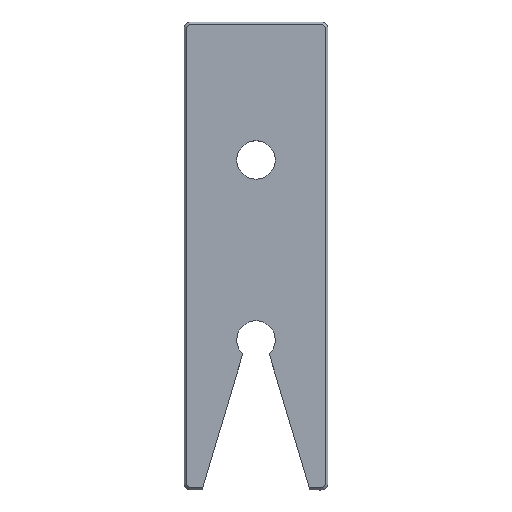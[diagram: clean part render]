
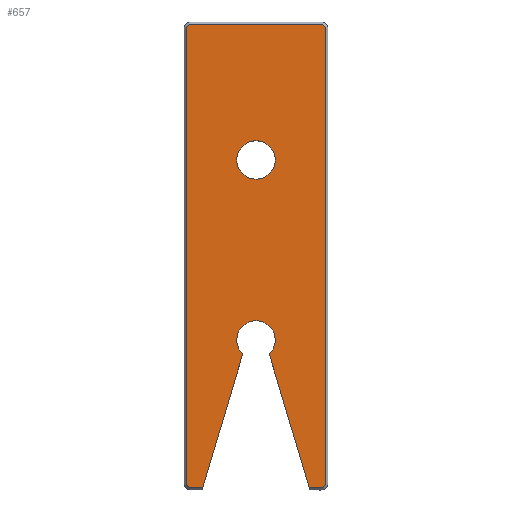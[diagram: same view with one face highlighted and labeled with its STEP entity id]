
A CAD part, top view. The second image highlights one B-rep face of the part: STEP entity #657.
In plain terms, the highlighted planar face has unit normal (0, 0, 1).
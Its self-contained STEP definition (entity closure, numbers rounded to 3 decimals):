
#19=FACE_BOUND('',#129,.T.);
#27=CIRCLE('',#676,2.);
#29=CIRCLE('',#680,2.);
#31=CIRCLE('',#684,2.);
#33=CIRCLE('',#688,2.);
#45=CIRCLE('',#726,8.);
#46=CIRCLE('',#729,8.);
#91=FACE_OUTER_BOUND('',#128,.T.);
#128=EDGE_LOOP('',(#585,#586,#587,#588,#589,#590,#591,#592,#593,#594,#595,
#596));
#129=EDGE_LOOP('',(#597));
#133=LINE('',#934,#203);
#136=LINE('',#945,#206);
#140=LINE('',#957,#210);
#144=LINE('',#969,#214);
#148=LINE('',#981,#218);
#154=LINE('',#992,#224);
#198=LINE('',#1104,#268);
#203=VECTOR('',#741,10.);
#206=VECTOR('',#752,10.);
#210=VECTOR('',#764,10.);
#214=VECTOR('',#776,10.);
#218=VECTOR('',#788,10.);
#224=VECTOR('',#796,10.);
#268=VECTOR('',#914,10.);
#270=VERTEX_POINT('',#927);
#273=VERTEX_POINT('',#932);
#275=VERTEX_POINT('',#938);
#277=VERTEX_POINT('',#943);
#279=VERTEX_POINT('',#950);
#281=VERTEX_POINT('',#955);
#283=VERTEX_POINT('',#962);
#285=VERTEX_POINT('',#967);
#287=VERTEX_POINT('',#974);
#289=VERTEX_POINT('',#979);
#293=VERTEX_POINT('',#990);
#323=VERTEX_POINT('',#1099);
#324=VERTEX_POINT('',#1103);
#328=EDGE_CURVE('',#273,#270,#133,.T.);
#331=EDGE_CURVE('',#275,#273,#27,.T.);
#333=EDGE_CURVE('',#277,#275,#136,.T.);
#337=EDGE_CURVE('',#279,#277,#29,.T.);
#339=EDGE_CURVE('',#281,#279,#140,.T.);
#343=EDGE_CURVE('',#283,#281,#31,.T.);
#345=EDGE_CURVE('',#285,#283,#144,.T.);
#349=EDGE_CURVE('',#287,#285,#33,.T.);
#351=EDGE_CURVE('',#289,#287,#148,.T.);
#357=EDGE_CURVE('',#289,#293,#154,.T.);
#411=EDGE_CURVE('',#323,#323,#45,.T.);
#413=EDGE_CURVE('',#324,#270,#198,.T.);
#415=EDGE_CURVE('',#293,#324,#46,.T.);
#585=ORIENTED_EDGE('',*,*,#351,.F.);
#586=ORIENTED_EDGE('',*,*,#357,.T.);
#587=ORIENTED_EDGE('',*,*,#415,.T.);
#588=ORIENTED_EDGE('',*,*,#413,.T.);
#589=ORIENTED_EDGE('',*,*,#328,.F.);
#590=ORIENTED_EDGE('',*,*,#331,.F.);
#591=ORIENTED_EDGE('',*,*,#333,.F.);
#592=ORIENTED_EDGE('',*,*,#337,.F.);
#593=ORIENTED_EDGE('',*,*,#339,.F.);
#594=ORIENTED_EDGE('',*,*,#343,.F.);
#595=ORIENTED_EDGE('',*,*,#345,.F.);
#596=ORIENTED_EDGE('',*,*,#349,.F.);
#597=ORIENTED_EDGE('',*,*,#411,.T.);
#620=PLANE('',#730);
#657=ADVANCED_FACE('',(#91,#19),#620,.T.);
#676=AXIS2_PLACEMENT_3D('',#940,#747,#748);
#680=AXIS2_PLACEMENT_3D('',#952,#759,#760);
#684=AXIS2_PLACEMENT_3D('',#964,#771,#772);
#688=AXIS2_PLACEMENT_3D('',#976,#783,#784);
#726=AXIS2_PLACEMENT_3D('',#1100,#909,#910);
#729=AXIS2_PLACEMENT_3D('',#1107,#918,#919);
#730=AXIS2_PLACEMENT_3D('',#1108,#920,#921);
#741=DIRECTION('',(-1.,0.,0.));
#747=DIRECTION('center_axis',(0.,0.,-1.));
#748=DIRECTION('ref_axis',(0.707,-0.707,0.));
#752=DIRECTION('',(0.,-1.,0.));
#759=DIRECTION('center_axis',(0.,0.,-1.));
#760=DIRECTION('ref_axis',(0.707,0.707,0.));
#764=DIRECTION('',(1.,0.,0.));
#771=DIRECTION('center_axis',(0.,0.,-1.));
#772=DIRECTION('ref_axis',(-0.707,0.707,0.));
#776=DIRECTION('',(0.,1.,0.));
#783=DIRECTION('center_axis',(0.,0.,-1.));
#784=DIRECTION('ref_axis',(-0.707,-0.707,0.));
#788=DIRECTION('',(-1.,0.,0.));
#796=DIRECTION('',(0.287,0.958,0.));
#909=DIRECTION('center_axis',(0.,0.,-1.));
#910=DIRECTION('ref_axis',(1.,0.,0.));
#914=DIRECTION('',(0.287,-0.958,0.));
#918=DIRECTION('center_axis',(0.,0.,-1.));
#919=DIRECTION('ref_axis',(1.,0.,0.));
#920=DIRECTION('center_axis',(0.,0.,1.));
#921=DIRECTION('ref_axis',(1.,0.,0.));
#927=CARTESIAN_POINT('',(22.2,-96.5,8.));
#932=CARTESIAN_POINT('',(27.,-96.5,8.));
#934=CARTESIAN_POINT('',(11.25,-96.5,8.));
#938=CARTESIAN_POINT('',(29.,-94.5,8.));
#940=CARTESIAN_POINT('Origin',(27.,-94.5,8.));
#943=CARTESIAN_POINT('',(29.,94.5,8.));
#945=CARTESIAN_POINT('',(29.,-48.75,8.));
#950=CARTESIAN_POINT('',(27.,96.5,8.));
#952=CARTESIAN_POINT('Origin',(27.,94.5,8.));
#955=CARTESIAN_POINT('',(-27.,96.5,8.));
#957=CARTESIAN_POINT('',(15.,96.5,8.));
#962=CARTESIAN_POINT('',(-29.,94.5,8.));
#964=CARTESIAN_POINT('Origin',(-27.,94.5,8.));
#967=CARTESIAN_POINT('',(-29.,-94.5,8.));
#969=CARTESIAN_POINT('',(-29.,48.75,8.));
#974=CARTESIAN_POINT('',(-27.,-96.5,8.));
#976=CARTESIAN_POINT('Origin',(-27.,-94.5,8.));
#979=CARTESIAN_POINT('',(-22.2,-96.5,8.));
#981=CARTESIAN_POINT('',(-15.,-96.5,8.));
#990=CARTESIAN_POINT('',(-5.5,-40.809,8.));
#992=CARTESIAN_POINT('',(-22.5,-97.5,8.));
#1099=CARTESIAN_POINT('',(-8.,40.,8.));
#1100=CARTESIAN_POINT('Origin',(0.,40.,8.));
#1103=CARTESIAN_POINT('',(5.5,-40.809,8.));
#1104=CARTESIAN_POINT('',(22.5,-97.5,8.));
#1107=CARTESIAN_POINT('Origin',(0.,-35.,8.));
#1108=CARTESIAN_POINT('Origin',(0.,0.,
8.));
